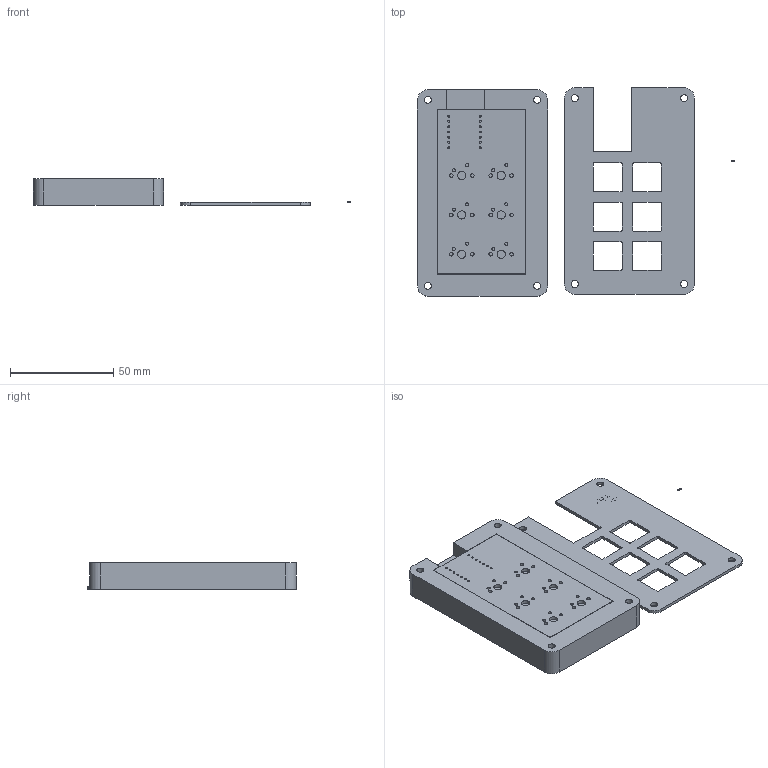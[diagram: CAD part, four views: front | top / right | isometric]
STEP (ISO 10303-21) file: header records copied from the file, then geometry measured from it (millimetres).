
FILE_DESCRIPTION(/* description */ (''),/* implementation_level */ '2;1');
FILE_NAME(/* name */ 'HackPad.step',/* time_stamp */ '2026-01-16T19:15:19-08:00',/* author */ (''),/* organization */ (''),/* preprocessor_version */ 'ST-DEVELOPER v20.1',/* originating_system */ 'Autodesk Translation Framework v14.21.0.0',/* authorisation */ '');
FILE_SCHEMA (('AUTOMOTIVE_DESIGN { 1 0 10303 214 3 1 1 }'));
Length unit declared in the file: millimetre
Products named in the file (5): 2026-01-15-16-53-25-070; 2026-01-16-04-48-38-971; 2026-01-16-04-48-38-972; 2026-01-16-04-48-38-973; 2026-01-17-02-23-30-240
Assembly tree (3 placements, depth 3):
  2026-01-15-16-53-25-070
    2026-01-16-04-48-38-971
      2026-01-16-04-48-38-972
      2026-01-16-04-48-38-973
  2026-01-17-02-23-30-240
Bounding box: 153.53 x 100.91 x 13 mm (x, y, z)
Volume: 56859.2 mm3; surface area: 37093.1 mm2
Topology: 4 solids, 4 shells, 338 faces, 932 edges, 620 vertices
Faces by surface type: plane 147, cylinder 96, bspline 95
Full cylindrical faces by diameter (mm): 0.889 x14, 1.5 x12, 1.7 x12, 3.4 x8, 4 x6, 6 x4
Entity records: 12097 total; most frequent: CARTESIAN_POINT 3514, ORIENTED_EDGE 1864, DIRECTION 1438, EDGE_CURVE 932, VERTEX_POINT 620, LINE 550, VECTOR 550, EDGE_LOOP 472
